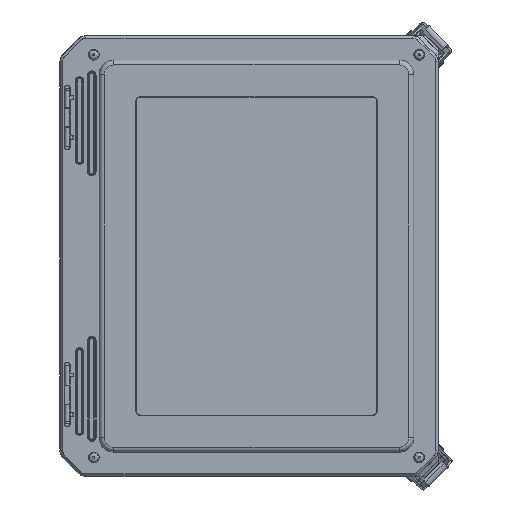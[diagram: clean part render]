
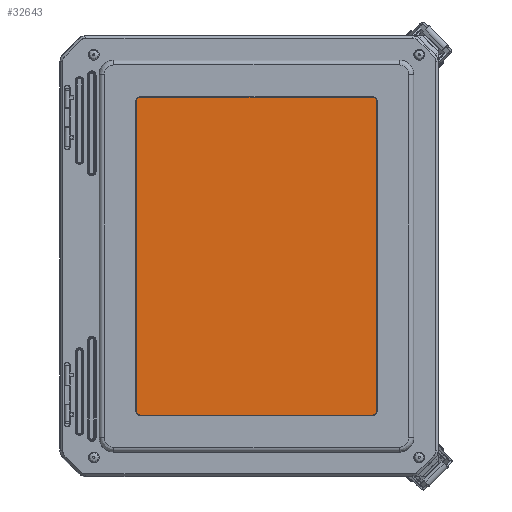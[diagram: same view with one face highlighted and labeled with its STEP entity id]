
A CAD part, top view. The second image highlights one B-rep face of the part: STEP entity #32643.
In plain terms, the highlighted face is planar.
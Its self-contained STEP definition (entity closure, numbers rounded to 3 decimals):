
#4606=LINE('',#77012,#6903);
#4610=LINE('',#77021,#6907);
#4613=LINE('',#77029,#6910);
#4616=LINE('',#77037,#6913);
#6903=VECTOR('',#45799,6.);
#6907=VECTOR('',#45809,8.);
#6910=VECTOR('',#45818,6.);
#6913=VECTOR('',#45827,8.);
#7720=PLANE('',#36496);
#9808=FACE_OUTER_BOUND('',#11930,.T.);
#11930=EDGE_LOOP('',(#29849,#29850,#29851,#29852,#29853,#29854,#29855,#29856));
#13322=CIRCLE('',#36486,0.115);
#13323=CIRCLE('',#36489,0.115);
#13324=CIRCLE('',#36492,0.115);
#13325=CIRCLE('',#36495,0.115);
#16078=VERTEX_POINT('',#77009);
#16079=VERTEX_POINT('',#77011);
#16080=VERTEX_POINT('',#77015);
#16081=VERTEX_POINT('',#77019);
#16082=VERTEX_POINT('',#77023);
#16083=VERTEX_POINT('',#77027);
#16084=VERTEX_POINT('',#77031);
#16085=VERTEX_POINT('',#77035);
#20711=EDGE_CURVE('',#16078,#16079,#4606,.T.);
#20714=EDGE_CURVE('',#16080,#16078,#13322,.T.);
#20716=EDGE_CURVE('',#16081,#16080,#4610,.T.);
#20718=EDGE_CURVE('',#16082,#16081,#13323,.T.);
#20720=EDGE_CURVE('',#16083,#16082,#4613,.T.);
#20722=EDGE_CURVE('',#16084,#16083,#13324,.T.);
#20724=EDGE_CURVE('',#16085,#16084,#4616,.T.);
#20725=EDGE_CURVE('',#16079,#16085,#13325,.T.);
#29849=ORIENTED_EDGE('',*,*,#20725,.F.);
#29850=ORIENTED_EDGE('',*,*,#20711,.F.);
#29851=ORIENTED_EDGE('',*,*,#20714,.F.);
#29852=ORIENTED_EDGE('',*,*,#20716,.F.);
#29853=ORIENTED_EDGE('',*,*,#20718,.F.);
#29854=ORIENTED_EDGE('',*,*,#20720,.F.);
#29855=ORIENTED_EDGE('',*,*,#20722,.F.);
#29856=ORIENTED_EDGE('',*,*,#20724,.F.);
#32643=ADVANCED_FACE('',(#9808),#7720,.F.);
#36486=AXIS2_PLACEMENT_3D('',#77017,#45804,#45805);
#36489=AXIS2_PLACEMENT_3D('',#77025,#45813,#45814);
#36492=AXIS2_PLACEMENT_3D('',#77033,#45822,#45823);
#36495=AXIS2_PLACEMENT_3D('',#77039,#45830,#45831);
#36496=AXIS2_PLACEMENT_3D('',#77040,#45832,#45833);
#45799=DIRECTION('',(-1.,0.,0.));
#45804=DIRECTION('center_axis',(0.,0.,1.));
#45805=DIRECTION('ref_axis',(1.,0.,0.));
#45809=DIRECTION('',(0.,1.,0.));
#45813=DIRECTION('center_axis',(0.,0.,1.));
#45814=DIRECTION('ref_axis',(0.,-1.,0.));
#45818=DIRECTION('',(1.,0.,0.));
#45822=DIRECTION('center_axis',(0.,0.,1.));
#45823=DIRECTION('ref_axis',(-1.,0.,0.));
#45827=DIRECTION('',(0.,-1.,0.));
#45830=DIRECTION('center_axis',(0.,0.,1.));
#45831=DIRECTION('ref_axis',(0.,1.,0.));
#45832=DIRECTION('center_axis',(0.,0.,1.));
#45833=DIRECTION('ref_axis',(1.,0.,0.));
#77009=CARTESIAN_POINT('',(3.,4.115,0.));
#77011=CARTESIAN_POINT('',(-3.,4.115,0.));
#77012=CARTESIAN_POINT('',(3.,4.115,0.));
#77015=CARTESIAN_POINT('',(3.115,4.,0.));
#77017=CARTESIAN_POINT('Origin',(3.,4.,0.));
#77019=CARTESIAN_POINT('',(3.115,-4.,0.));
#77021=CARTESIAN_POINT('',(3.115,-4.,0.));
#77023=CARTESIAN_POINT('',(3.,-4.115,0.));
#77025=CARTESIAN_POINT('Origin',(3.,-4.,0.));
#77027=CARTESIAN_POINT('',(-3.,-4.115,0.));
#77029=CARTESIAN_POINT('',(-3.,-4.115,0.));
#77031=CARTESIAN_POINT('',(-3.115,-4.,0.));
#77033=CARTESIAN_POINT('Origin',(-3.,-4.,0.));
#77035=CARTESIAN_POINT('',(-3.115,4.,0.));
#77037=CARTESIAN_POINT('',(-3.115,4.,0.));
#77039=CARTESIAN_POINT('Origin',(-3.,4.,0.));
#77040=CARTESIAN_POINT('Origin',(0.,0.,0.));
